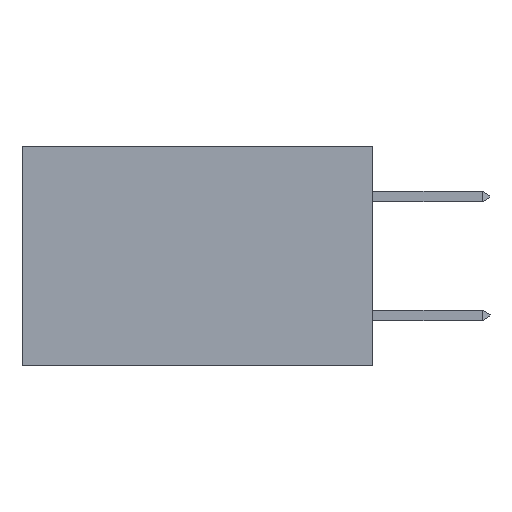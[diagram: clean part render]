
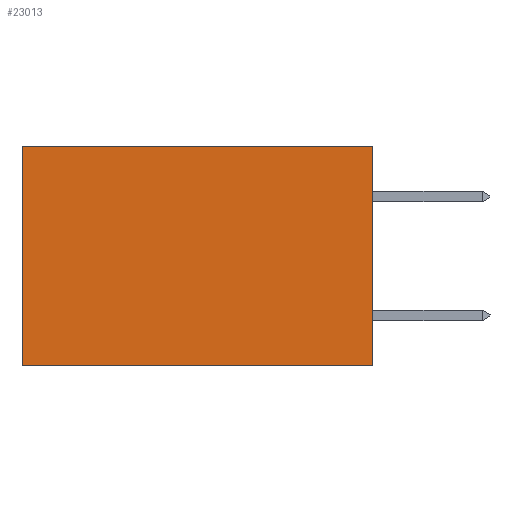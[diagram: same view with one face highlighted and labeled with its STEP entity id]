
A CAD part, left-side view. The second image highlights one B-rep face of the part: STEP entity #23013.
In plain terms, the highlighted planar face has unit normal (-1, 0, 0).
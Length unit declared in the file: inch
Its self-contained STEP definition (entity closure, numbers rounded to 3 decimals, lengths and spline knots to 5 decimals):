
#419 = CARTESIAN_POINT ( 'NONE',  ( 0.277, 0., 0. ) ) ;
#2269 = DIRECTION ( 'NONE',  ( 0., 1., 0. ) ) ;
#2339 = CARTESIAN_POINT ( 'NONE',  ( 0.277, 0., 0. ) ) ;
#4106 = VECTOR ( 'NONE', #28203, 39.37008 ) ;
#5026 = VERTEX_POINT ( 'NONE', #27138 ) ;
#5791 = EDGE_CURVE ( 'NONE', #22788, #5026, #15998, .T. ) ;
#5873 = FACE_OUTER_BOUND ( 'NONE', #16124, .T. ) ;
#8394 = ORIENTED_EDGE ( 'NONE', *, *, #5791, .T. ) ;
#9230 = DIRECTION ( 'NONE',  ( 1., 0., 0. ) ) ;
#9479 = DIRECTION ( 'NONE',  ( 0., 1., 0. ) ) ;
#11111 = LINE ( 'NONE', #23024, #4106 ) ;
#12000 = CARTESIAN_POINT ( 'NONE',  ( 0.277, 0., -0.37 ) ) ;
#12473 = AXIS2_PLACEMENT_3D ( 'NONE', #24680, #9230, #27288 ) ;
#13833 = EDGE_CURVE ( 'NONE', #22788, #28096, #11111, .T. ) ;
#14448 = CARTESIAN_POINT ( 'NONE',  ( 0.277, 0.59, -0.37 ) ) ;
#14531 = EDGE_CURVE ( 'NONE', #5026, #17548, #31952, .T. ) ;
#15998 = LINE ( 'NONE', #2339, #29679 ) ;
#16124 = EDGE_LOOP ( 'NONE', ( #16280, #28769, #26603, #8394 ) ) ;
#16280 = ORIENTED_EDGE ( 'NONE', *, *, #14531, .T. ) ;
#17548 = VERTEX_POINT ( 'NONE', #14448 ) ;
#18439 = VECTOR ( 'NONE', #9479, 39.37008 ) ;
#19248 = LINE ( 'NONE', #12000, #18439 ) ;
#22788 = VERTEX_POINT ( 'NONE', #419 ) ;
#23013 = ADVANCED_FACE ( 'NONE', ( #5873 ), #29746, .F. ) ;
#23024 = CARTESIAN_POINT ( 'NONE',  ( 0.277, 0., -0.37 ) ) ;
#24342 = VECTOR ( 'NONE', #28151, 39.37008 ) ;
#24680 = CARTESIAN_POINT ( 'NONE',  ( 0.277, 0., -0.37 ) ) ;
#24814 = EDGE_CURVE ( 'NONE', #28096, #17548, #19248, .T. ) ;
#25551 = CARTESIAN_POINT ( 'NONE',  ( 0.277, 0.59, -0.37 ) ) ;
#26603 = ORIENTED_EDGE ( 'NONE', *, *, #13833, .F. ) ;
#27138 = CARTESIAN_POINT ( 'NONE',  ( 0.277, 0.59, 0. ) ) ;
#27288 = DIRECTION ( 'NONE',  ( 0., 0., -1. ) ) ;
#28096 = VERTEX_POINT ( 'NONE', #31712 ) ;
#28151 = DIRECTION ( 'NONE',  ( 0., 0., -1. ) ) ;
#28203 = DIRECTION ( 'NONE',  ( 0., 0., -1. ) ) ;
#28769 = ORIENTED_EDGE ( 'NONE', *, *, #24814, .F. ) ;
#29679 = VECTOR ( 'NONE', #2269, 39.37008 ) ;
#29746 = PLANE ( 'NONE',  #12473 ) ;
#31712 = CARTESIAN_POINT ( 'NONE',  ( 0.277, 0., -0.37 ) ) ;
#31952 = LINE ( 'NONE', #25551, #24342 ) ;
